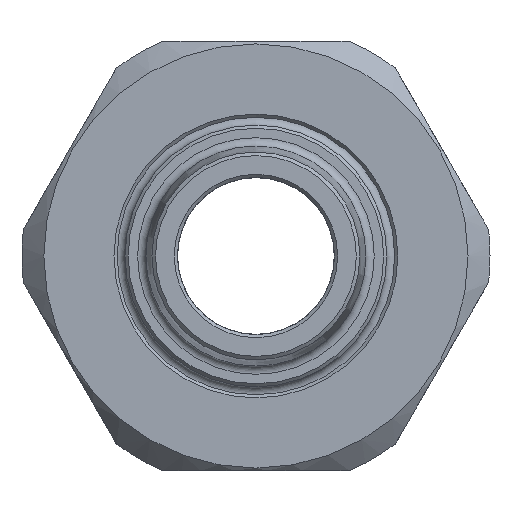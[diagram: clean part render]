
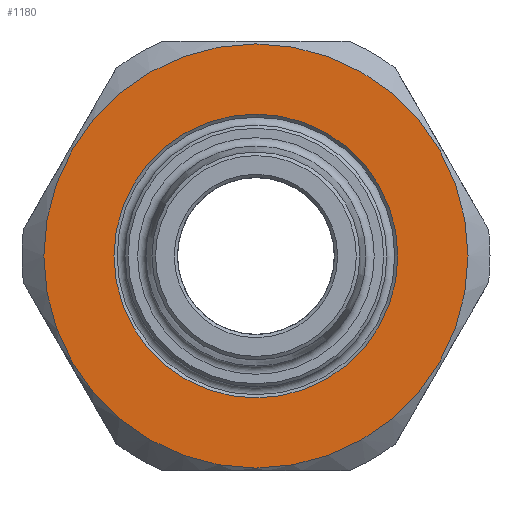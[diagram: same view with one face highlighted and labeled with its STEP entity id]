
A CAD part, left-side view. The second image highlights one B-rep face of the part: STEP entity #1180.
In plain terms, the highlighted planar face has unit normal (-1, 0, 0).
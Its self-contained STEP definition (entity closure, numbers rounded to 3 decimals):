
#38=FACE_BOUND('',#223,.T.);
#108=PLANE('',#1353);
#146=FACE_OUTER_BOUND('',#222,.T.);
#222=EDGE_LOOP('',(#894));
#223=EDGE_LOOP('',(#895));
#412=CIRCLE('',#1333,20.25);
#422=CIRCLE('',#1352,13.55);
#530=VERTEX_POINT('',#2028);
#539=VERTEX_POINT('',#2063);
#659=EDGE_CURVE('',#530,#530,#412,.T.);
#673=EDGE_CURVE('',#539,#539,#422,.T.);
#894=ORIENTED_EDGE('',*,*,#659,.T.);
#895=ORIENTED_EDGE('',*,*,#673,.F.);
#1180=ADVANCED_FACE('',(#146,#38),#108,.T.);
#1333=AXIS2_PLACEMENT_3D('',#2030,#1563,#1564);
#1352=AXIS2_PLACEMENT_3D('',#2064,#1604,#1605);
#1353=AXIS2_PLACEMENT_3D('',#2066,#1607,#1608);
#1563=DIRECTION('center_axis',(-1.,0.,0.));
#1564=DIRECTION('ref_axis',(0.,1.,0.));
#1604=DIRECTION('center_axis',(-1.,0.,0.));
#1605=DIRECTION('ref_axis',(0.,0.,-1.));
#1607=DIRECTION('center_axis',(-1.,0.,0.));
#1608=DIRECTION('ref_axis',(0.,0.,1.));
#2028=CARTESIAN_POINT('',(-16.,-20.25,0.));
#2030=CARTESIAN_POINT('Origin',(-16.,0.,0.));
#2063=CARTESIAN_POINT('',(-16.,0.,13.55));
#2064=CARTESIAN_POINT('Origin',(-16.,0.,0.));
#2066=CARTESIAN_POINT('Origin',(-16.,0.,0.));
